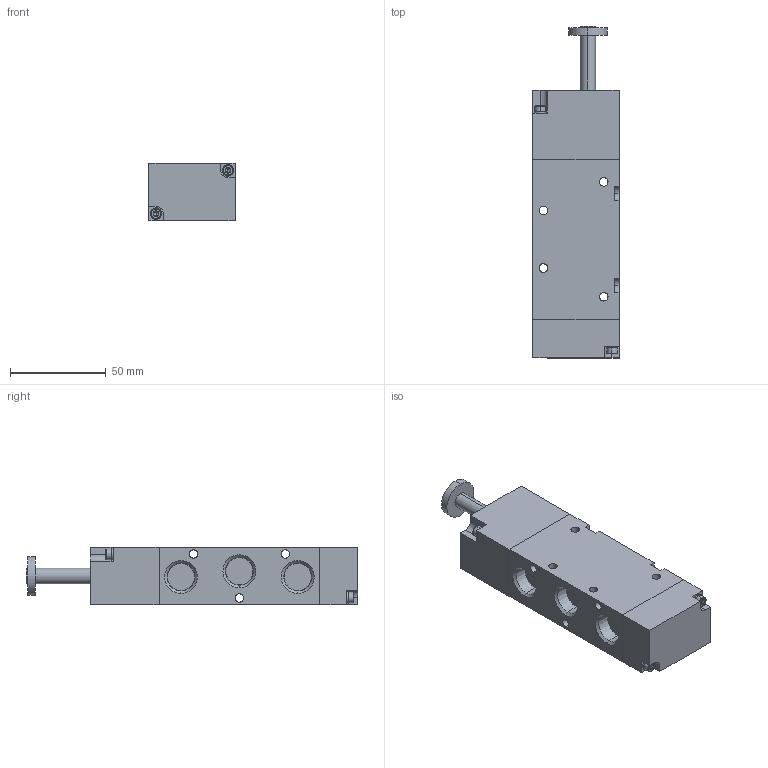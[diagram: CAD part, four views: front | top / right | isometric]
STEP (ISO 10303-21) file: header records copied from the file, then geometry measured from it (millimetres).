
FILE_DESCRIPTION (( 'STEP AP203' ), '1' );
FILE_NAME ('7040021100U.step', '2024-02-07T21:19:06', ( '' ), ( '' ), 'SwSTEP 2.0', 'SolidWorks 2023', '' );
FILE_SCHEMA (( 'CONFIG_CONTROL_DESIGN' ));
Length unit declared in the file: inch
Products named in the file (1): 7040021100U
Bounding box: 45 x 173.4 x 30 mm (x, y, z)
Volume: 179457.7 mm3; surface area: 36658.8 mm2
Topology: 11 solids, 11 shells, 266 faces, 592 edges, 360 vertices
Faces by surface type: plane 121, cylinder 67, cone 54, bspline 24
Entity records: 7989 total; most frequent: CARTESIAN_POINT 2011, DIRECTION 1276, ORIENTED_EDGE 1168, EDGE_CURVE 584, AXIS2_PLACEMENT_3D 489, VERTEX_POINT 360, EDGE_LOOP 308, LINE 298
